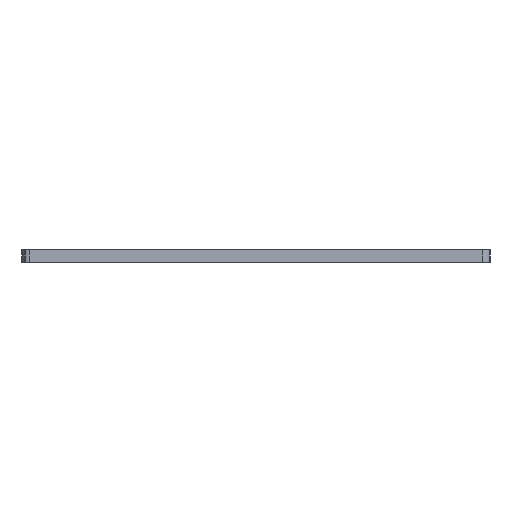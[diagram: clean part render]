
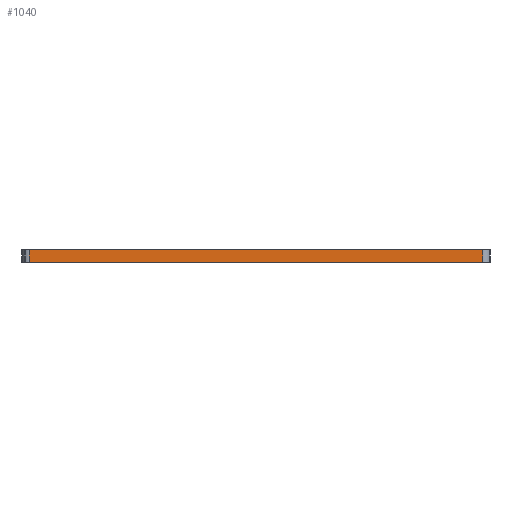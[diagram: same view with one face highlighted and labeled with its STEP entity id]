
A CAD part, left-side view. The second image highlights one B-rep face of the part: STEP entity #1040.
In plain terms, the highlighted planar face has unit normal (-1, 0, 0).
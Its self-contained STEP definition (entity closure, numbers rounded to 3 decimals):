
#41=PLANE('',#1136);
#81=FACE_OUTER_BOUND('',#135,.T.);
#135=EDGE_LOOP('',(#744,#745,#746,#747));
#213=LINE('',#1573,#317);
#214=LINE('',#1575,#318);
#215=LINE('',#1577,#319);
#216=LINE('',#1578,#320);
#317=VECTOR('',#1276,10.);
#318=VECTOR('',#1277,10.);
#319=VECTOR('',#1278,10.);
#320=VECTOR('',#1279,10.);
#476=VERTEX_POINT('',#1571);
#477=VERTEX_POINT('',#1572);
#478=VERTEX_POINT('',#1574);
#479=VERTEX_POINT('',#1576);
#585=EDGE_CURVE('',#476,#477,#213,.T.);
#586=EDGE_CURVE('',#477,#478,#214,.T.);
#587=EDGE_CURVE('',#479,#478,#215,.T.);
#588=EDGE_CURVE('',#476,#479,#216,.T.);
#744=ORIENTED_EDGE('',*,*,#585,.T.);
#745=ORIENTED_EDGE('',*,*,#586,.T.);
#746=ORIENTED_EDGE('',*,*,#587,.F.);
#747=ORIENTED_EDGE('',*,*,#588,.F.);
#1040=ADVANCED_FACE('',(#81),#41,.T.);
#1136=AXIS2_PLACEMENT_3D('',#1570,#1274,#1275);
#1274=DIRECTION('center_axis',(-1.,0.,0.));
#1275=DIRECTION('ref_axis',(0.,-1.,0.));
#1276=DIRECTION('',(0.,-1.,0.));
#1277=DIRECTION('',(0.,0.,1.));
#1278=DIRECTION('',(0.,-1.,0.));
#1279=DIRECTION('',(0.,0.,1.));
#1570=CARTESIAN_POINT('Origin',(33.545,-33.609,1.6));
#1571=CARTESIAN_POINT('',(33.545,-33.609,1.6));
#1572=CARTESIAN_POINT('',(33.545,-160.609,1.6));
#1573=CARTESIAN_POINT('',(33.545,-33.609,1.6));
#1574=CARTESIAN_POINT('',(33.545,-160.609,5.1));
#1575=CARTESIAN_POINT('',(33.545,-160.609,1.6));
#1576=CARTESIAN_POINT('',(33.545,-33.609,5.1));
#1577=CARTESIAN_POINT('',(33.545,-33.609,5.1));
#1578=CARTESIAN_POINT('',(33.545,-33.609,1.6));
